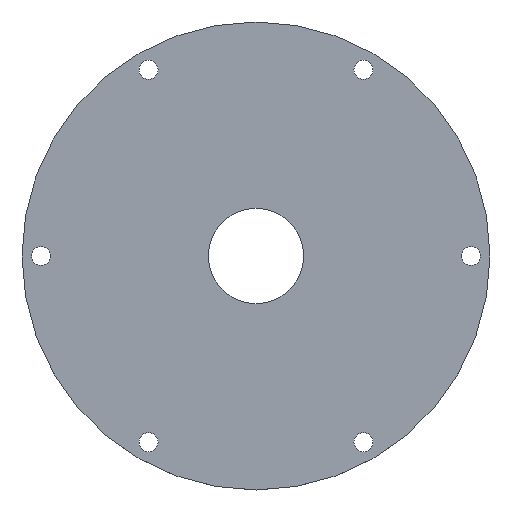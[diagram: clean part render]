
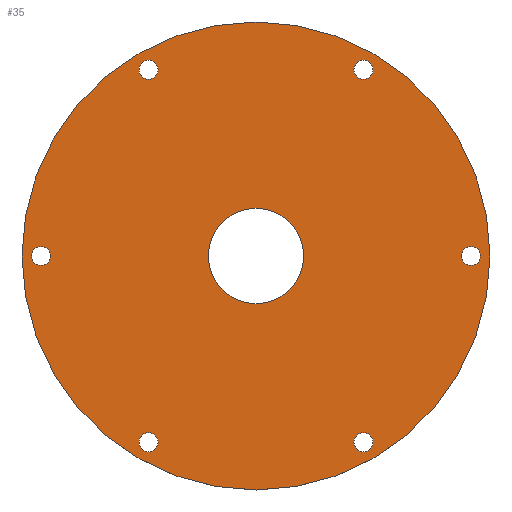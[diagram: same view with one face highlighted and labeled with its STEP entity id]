
A CAD part, top view. The second image highlights one B-rep face of the part: STEP entity #35.
In plain terms, the highlighted planar face has unit normal (0, 0, 1).
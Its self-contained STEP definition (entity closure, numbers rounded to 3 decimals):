
#35=ADVANCED_FACE('',(#71,#72,#73,#74,#75,#76,#77,#53),#213,.T.);
#53=FACE_OUTER_BOUND('',#92,.F.);
#71=FACE_BOUND('',#85,.F.);
#72=FACE_BOUND('',#86,.F.);
#73=FACE_BOUND('',#87,.F.);
#74=FACE_BOUND('',#88,.F.);
#75=FACE_BOUND('',#89,.F.);
#76=FACE_BOUND('',#90,.F.);
#77=FACE_BOUND('',#91,.F.);
#85=EDGE_LOOP('',(#117,#118));
#86=EDGE_LOOP('',(#119,#120));
#87=EDGE_LOOP('',(#121,#122));
#88=EDGE_LOOP('',(#123,#124));
#89=EDGE_LOOP('',(#125,#126));
#90=EDGE_LOOP('',(#127,#128));
#91=EDGE_LOOP('',(#129,#130));
#92=EDGE_LOOP('',(#131,#132));
#117=ORIENTED_EDGE('',*,*,#256,.T.);
#118=ORIENTED_EDGE('',*,*,#255,.T.);
#119=ORIENTED_EDGE('',*,*,#258,.T.);
#120=ORIENTED_EDGE('',*,*,#257,.T.);
#121=ORIENTED_EDGE('',*,*,#260,.T.);
#122=ORIENTED_EDGE('',*,*,#259,.T.);
#123=ORIENTED_EDGE('',*,*,#262,.T.);
#124=ORIENTED_EDGE('',*,*,#261,.T.);
#125=ORIENTED_EDGE('',*,*,#264,.T.);
#126=ORIENTED_EDGE('',*,*,#263,.T.);
#127=ORIENTED_EDGE('',*,*,#266,.T.);
#128=ORIENTED_EDGE('',*,*,#265,.T.);
#129=ORIENTED_EDGE('',*,*,#268,.T.);
#130=ORIENTED_EDGE('',*,*,#267,.T.);
#131=ORIENTED_EDGE('',*,*,#270,.F.);
#132=ORIENTED_EDGE('',*,*,#269,.F.);
#213=PLANE('',#428);
#255=EDGE_CURVE('',#366,#365,#303,.T.);
#256=EDGE_CURVE('',#365,#366,#304,.T.);
#257=EDGE_CURVE('',#364,#363,#305,.T.);
#258=EDGE_CURVE('',#363,#364,#306,.T.);
#259=EDGE_CURVE('',#362,#361,#307,.T.);
#260=EDGE_CURVE('',#361,#362,#308,.T.);
#261=EDGE_CURVE('',#360,#359,#309,.T.);
#262=EDGE_CURVE('',#359,#360,#310,.T.);
#263=EDGE_CURVE('',#358,#357,#311,.T.);
#264=EDGE_CURVE('',#357,#358,#312,.T.);
#265=EDGE_CURVE('',#356,#355,#313,.T.);
#266=EDGE_CURVE('',#355,#356,#314,.T.);
#267=EDGE_CURVE('',#354,#353,#315,.T.);
#268=EDGE_CURVE('',#353,#354,#316,.T.);
#269=EDGE_CURVE('',#352,#351,#317,.T.);
#270=EDGE_CURVE('',#351,#352,#318,.T.);
#303=CIRCLE('',#396,2.5);
#304=CIRCLE('',#397,2.5);
#305=CIRCLE('',#398,2.5);
#306=CIRCLE('',#399,2.5);
#307=CIRCLE('',#400,2.5);
#308=CIRCLE('',#401,2.5);
#309=CIRCLE('',#402,2.5);
#310=CIRCLE('',#403,2.5);
#311=CIRCLE('',#404,2.5);
#312=CIRCLE('',#405,2.5);
#313=CIRCLE('',#406,2.5);
#314=CIRCLE('',#407,2.5);
#315=CIRCLE('',#408,12.5);
#316=CIRCLE('',#409,12.5);
#317=CIRCLE('',#410,61.5);
#318=CIRCLE('',#411,61.5);
#351=VERTEX_POINT('',#590);
#352=VERTEX_POINT('',#591);
#353=VERTEX_POINT('',#592);
#354=VERTEX_POINT('',#593);
#355=VERTEX_POINT('',#594);
#356=VERTEX_POINT('',#595);
#357=VERTEX_POINT('',#596);
#358=VERTEX_POINT('',#597);
#359=VERTEX_POINT('',#598);
#360=VERTEX_POINT('',#599);
#361=VERTEX_POINT('',#600);
#362=VERTEX_POINT('',#601);
#363=VERTEX_POINT('',#602);
#364=VERTEX_POINT('',#603);
#365=VERTEX_POINT('',#604);
#366=VERTEX_POINT('',#605);
#396=AXIS2_PLACEMENT_3D('',#606,#452,#453);
#397=AXIS2_PLACEMENT_3D('',#607,#454,#455);
#398=AXIS2_PLACEMENT_3D('',#608,#456,#457);
#399=AXIS2_PLACEMENT_3D('',#609,#458,#459);
#400=AXIS2_PLACEMENT_3D('',#610,#460,#461);
#401=AXIS2_PLACEMENT_3D('',#611,#462,#463);
#402=AXIS2_PLACEMENT_3D('',#612,#464,#465);
#403=AXIS2_PLACEMENT_3D('',#613,#466,#467);
#404=AXIS2_PLACEMENT_3D('',#614,#468,#469);
#405=AXIS2_PLACEMENT_3D('',#615,#470,#471);
#406=AXIS2_PLACEMENT_3D('',#616,#472,#473);
#407=AXIS2_PLACEMENT_3D('',#617,#474,#475);
#408=AXIS2_PLACEMENT_3D('',#618,#476,#477);
#409=AXIS2_PLACEMENT_3D('',#619,#478,#479);
#410=AXIS2_PLACEMENT_3D('',#620,#480,#481);
#411=AXIS2_PLACEMENT_3D('',#621,#482,#483);
#428=AXIS2_PLACEMENT_3D('',#654,#532,#533);
#452=DIRECTION('',(0.,0.,1.));
#453=DIRECTION('',(-1.,0.,0.));
#454=DIRECTION('',(0.,0.,1.));
#455=DIRECTION('',(1.,0.,0.));
#456=DIRECTION('',(0.,0.,1.));
#457=DIRECTION('',(-1.,0.,0.));
#458=DIRECTION('',(0.,0.,1.));
#459=DIRECTION('',(1.,0.,0.));
#460=DIRECTION('',(0.,0.,1.));
#461=DIRECTION('',(-1.,0.,0.));
#462=DIRECTION('',(0.,0.,1.));
#463=DIRECTION('',(1.,0.,0.));
#464=DIRECTION('',(0.,0.,1.));
#465=DIRECTION('',(-1.,0.,0.));
#466=DIRECTION('',(0.,0.,1.));
#467=DIRECTION('',(1.,0.,0.));
#468=DIRECTION('',(0.,0.,1.));
#469=DIRECTION('',(-1.,0.,0.));
#470=DIRECTION('',(0.,0.,1.));
#471=DIRECTION('',(1.,0.,0.));
#472=DIRECTION('',(0.,0.,1.));
#473=DIRECTION('',(-1.,0.,0.));
#474=DIRECTION('',(0.,0.,1.));
#475=DIRECTION('',(1.,0.,0.));
#476=DIRECTION('',(0.,0.,1.));
#477=DIRECTION('',(-1.,0.,0.));
#478=DIRECTION('',(0.,0.,1.));
#479=DIRECTION('',(1.,0.,0.));
#480=DIRECTION('',(0.,0.,1.));
#481=DIRECTION('',(-1.,0.,0.));
#482=DIRECTION('',(0.,0.,1.));
#483=DIRECTION('',(1.,0.,0.));
#532=DIRECTION('',(0.,0.,1.));
#533=DIRECTION('',(1.,0.,0.));
#590=CARTESIAN_POINT('',(61.5,0.,8.));
#591=CARTESIAN_POINT('',(-61.5,0.,8.));
#592=CARTESIAN_POINT('',(12.5,0.,8.));
#593=CARTESIAN_POINT('',(-12.5,0.,8.));
#594=CARTESIAN_POINT('',(-54.,0.,8.));
#595=CARTESIAN_POINT('',(-59.,0.,8.));
#596=CARTESIAN_POINT('',(-25.75,-48.93,8.));
#597=CARTESIAN_POINT('',(-30.75,-48.93,8.));
#598=CARTESIAN_POINT('',(30.75,-48.93,8.));
#599=CARTESIAN_POINT('',(25.75,-48.93,8.));
#600=CARTESIAN_POINT('',(30.75,48.93,8.));
#601=CARTESIAN_POINT('',(25.75,48.93,8.));
#602=CARTESIAN_POINT('',(-25.75,48.93,8.));
#603=CARTESIAN_POINT('',(-30.75,48.93,8.));
#604=CARTESIAN_POINT('',(59.,0.,8.));
#605=CARTESIAN_POINT('',(54.,0.,8.));
#606=CARTESIAN_POINT('',(56.5,0.,8.));
#607=CARTESIAN_POINT('',(56.5,0.,8.));
#608=CARTESIAN_POINT('',(-28.25,48.93,8.));
#609=CARTESIAN_POINT('',(-28.25,48.93,8.));
#610=CARTESIAN_POINT('',(28.25,48.93,8.));
#611=CARTESIAN_POINT('',(28.25,48.93,8.));
#612=CARTESIAN_POINT('',(28.25,-48.93,8.));
#613=CARTESIAN_POINT('',(28.25,-48.93,8.));
#614=CARTESIAN_POINT('',(-28.25,-48.93,8.));
#615=CARTESIAN_POINT('',(-28.25,-48.93,8.));
#616=CARTESIAN_POINT('',(-56.5,0.,8.));
#617=CARTESIAN_POINT('',(-56.5,0.,8.));
#618=CARTESIAN_POINT('',(0.,0.,8.));
#619=CARTESIAN_POINT('',(0.,0.,8.));
#620=CARTESIAN_POINT('',(0.,0.,8.));
#621=CARTESIAN_POINT('',(0.,0.,8.));
#654=CARTESIAN_POINT('',(-62.811,-62.731,8.));
